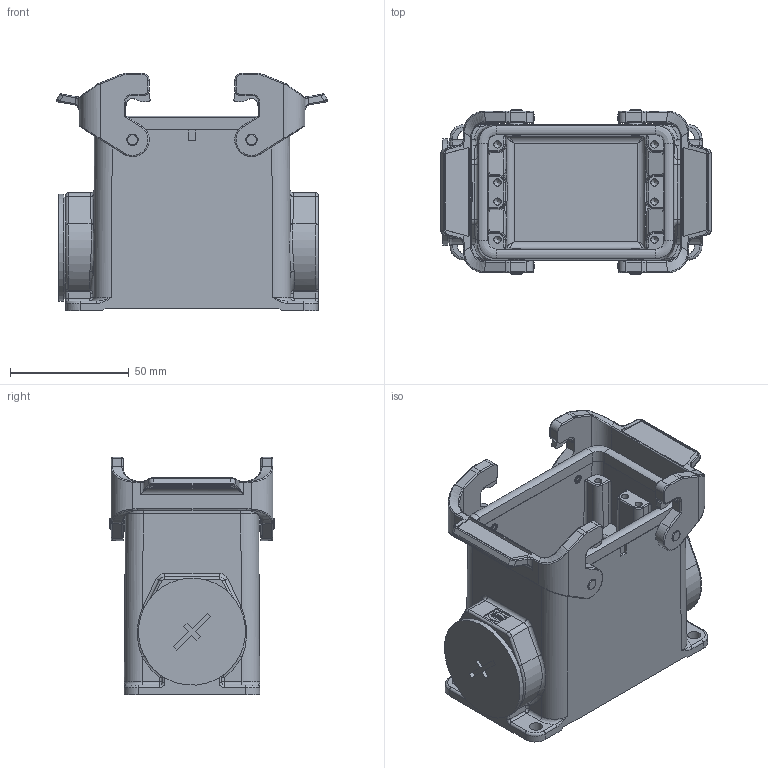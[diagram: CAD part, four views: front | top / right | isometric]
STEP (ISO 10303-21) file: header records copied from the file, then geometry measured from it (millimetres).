
FILE_DESCRIPTION((''),'2;1');
FILE_NAME('05200320267.stp','2020-07-07T16:03:07',('e.eickhoff'),(''),'Autodesk Inventor 2012','Autodesk Inventor 2012','');
FILE_SCHEMA(('AUTOMOTIVE_DESIGN { 1 0 10303 214 1 1 1 1 }'));
Length unit declared in the file: millimetre
Products named in the file (3): 05200320267; KBRM40
Assembly tree (2 placements, depth 2):
  05200320267
    05200320267
    KBRM40
Bounding box: 113.79 x 69.06 x 99.8 mm (x, y, z)
Volume: 149970.5 mm3; surface area: 73126.8 mm2
Topology: 4 solids, 4 shells, 891 faces, 2192 edges, 1350 vertices
Faces by surface type: plane 392, cylinder 284, bspline 152, torus 47, cone 16
Full cylindrical faces by diameter (mm): 0.378 x1, 0.583 x1, 2 x4, 2.95 x4, 3 x8, 3.69 x4, 4.8 x4, 5.5 x4, 6 x1, 6.5 x4, 8 x1, 40.5 x3, 43 x1, 45 x1
Entity records: 31457 total; most frequent: CARTESIAN_POINT 10553, ORIENTED_EDGE 4198, DIRECTION 3873, EDGE_CURVE 2099, AXIS2_PLACEMENT_3D 1331, VERTEX_POINT 1327, VECTOR 1211, LINE 1211
